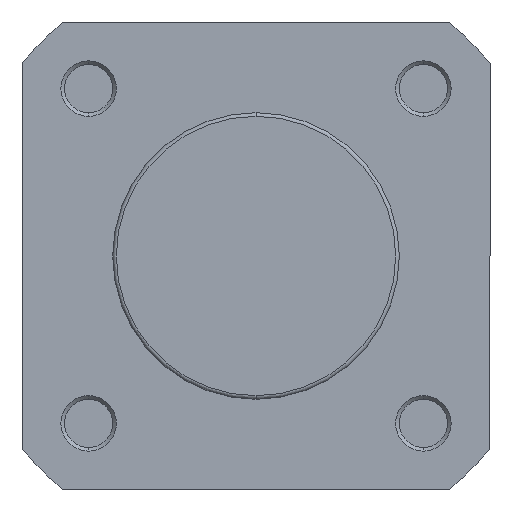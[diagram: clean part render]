
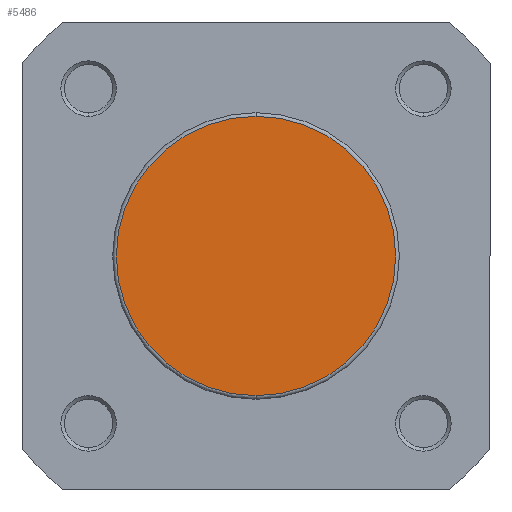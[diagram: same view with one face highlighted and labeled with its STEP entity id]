
A CAD part, left-side view. The second image highlights one B-rep face of the part: STEP entity #5486.
In plain terms, the highlighted planar face has unit normal (-1, 0, 0).
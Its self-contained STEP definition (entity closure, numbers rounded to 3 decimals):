
#56 = CIRCLE ( 'NONE', #2430, 19.4 ) ;
#334 = CARTESIAN_POINT ( 'NONE',  ( 0., 0., 0. ) ) ;
#351 = DIRECTION ( 'NONE',  ( -1., 0., 0. ) ) ;
#352 = DIRECTION ( 'NONE',  ( 0., 0., -1. ) ) ;
#589 = CARTESIAN_POINT ( 'NONE',  ( 0., 0., 19.4 ) ) ;
#590 = CARTESIAN_POINT ( 'NONE',  ( 0., 0., -19.4 ) ) ;
#1018 = CARTESIAN_POINT ( 'NONE',  ( 0., 19.9, 0. ) ) ;
#1019 = PLANE ( 'NONE',  #2607 ) ;
#1020 = DIRECTION ( 'NONE',  ( 1., 0., 0. ) ) ;
#1021 = DIRECTION ( 'NONE',  ( 0., 0., -1. ) ) ;
#1637 = CIRCLE ( 'NONE', #2494, 19.4 ) ;
#1883 = FACE_OUTER_BOUND ( 'NONE', #3518, .T. ) ;
#2430 = AXIS2_PLACEMENT_3D ( 'NONE', #5197, #5198, #5199 ) ;
#2494 = AXIS2_PLACEMENT_3D ( 'NONE', #334, #351, #352 ) ;
#2607 = AXIS2_PLACEMENT_3D ( 'NONE', #1018, #1020, #1021 ) ;
#2897 = EDGE_CURVE ( 'NONE', #4423, #4424, #56, .T. ) ;
#3019 = EDGE_CURVE ( 'NONE', #4424, #4423, #1637, .T. ) ;
#3518 = EDGE_LOOP ( 'NONE', ( #3663, #3664 ) ) ;
#3663 = ORIENTED_EDGE ( 'NONE', *, *, #3019, .T. ) ;
#3664 = ORIENTED_EDGE ( 'NONE', *, *, #2897, .T. ) ;
#4423 = VERTEX_POINT ( 'NONE', #589 ) ;
#4424 = VERTEX_POINT ( 'NONE', #590 ) ;
#5197 = CARTESIAN_POINT ( 'NONE',  ( 0., 0., 0. ) ) ;
#5198 = DIRECTION ( 'NONE',  ( -1., 0., 0. ) ) ;
#5199 = DIRECTION ( 'NONE',  ( 0., 0., -1. ) ) ;
#5486 = ADVANCED_FACE ( 'NONE', ( #1883 ), #1019, .F. ) ;
